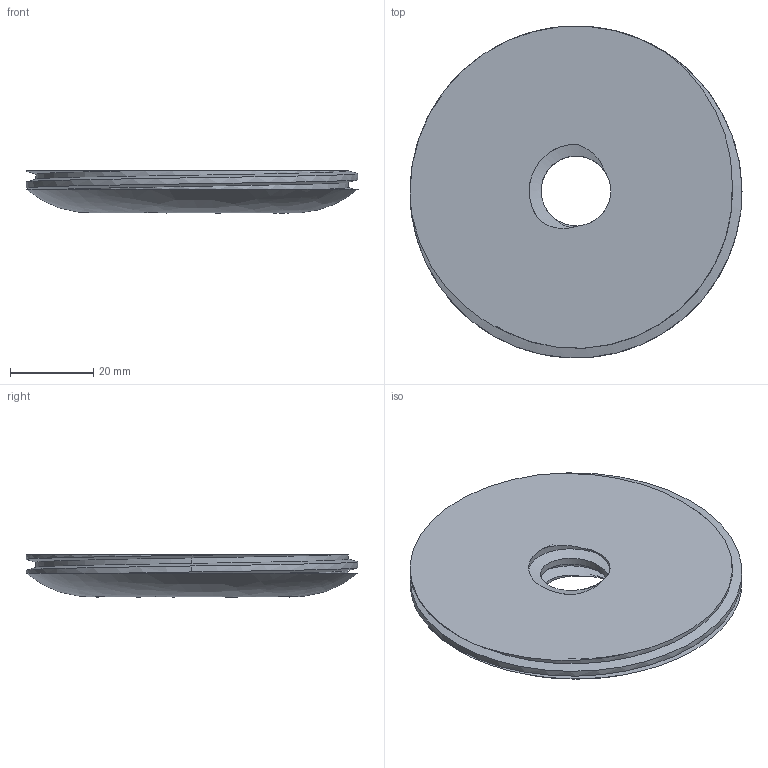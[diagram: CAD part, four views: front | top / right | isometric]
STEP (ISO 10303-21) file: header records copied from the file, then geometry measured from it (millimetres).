
FILE_DESCRIPTION(/* description */ (''),/* implementation_level */ '2;1');
FILE_NAME(/* name */ 'Plain Gills.step',/* time_stamp */ '2022-03-18T21:13:43+00:00',/* author */ (''),/* organization */ (''),/* preprocessor_version */ 'ST-DEVELOPER v18.1',/* originating_system */ 'Autodesk Translation Framework v10.13.0.1454',/* authorisation */ '');
FILE_SCHEMA (('AUTOMOTIVE_DESIGN { 1 0 10303 214 3 1 1 }'));
Length unit declared in the file: millimetre
Products named in the file (1): Plain Gills
Bounding box: 79.85 x 79.85 x 10.11 mm (x, y, z)
Volume: 39104.9 mm3; surface area: 12766.4 mm2
Topology: 1 solids, 1 shells, 35 faces, 96 edges, 63 vertices
Faces by surface type: bspline 18, cylinder 11, plane 6
Full cylindrical faces by diameter (mm): 16.76 x1, 22.487 x1, 79.85 x1
Entity records: 4112 total; most frequent: CARTESIAN_POINT 3378, ORIENTED_EDGE 192, EDGE_CURVE 96, DIRECTION 73, B_SPLINE_CURVE_WITH_KNOTS 71, VERTEX_POINT 63, EDGE_LOOP 37, FACE_OUTER_BOUND 35
